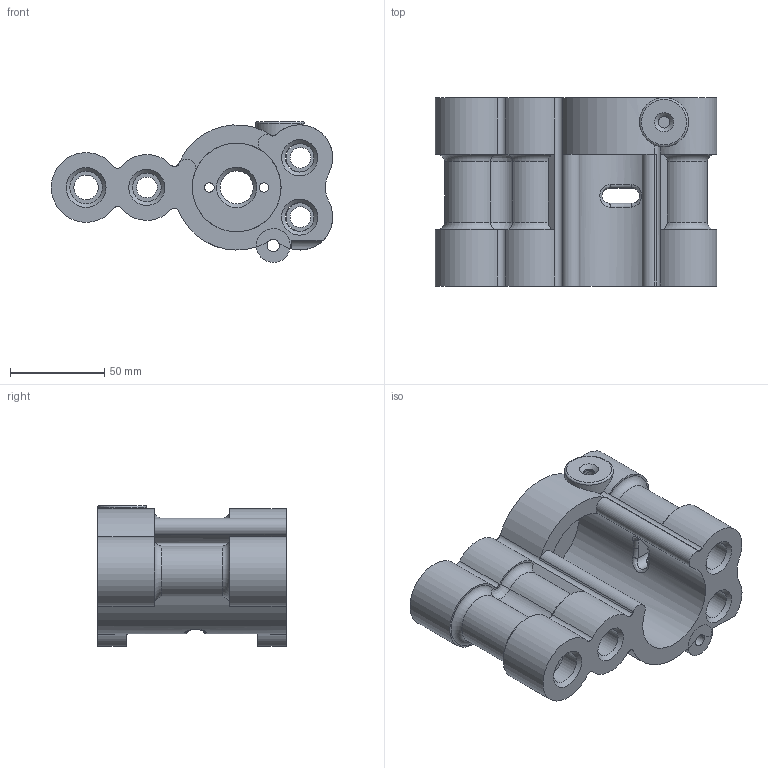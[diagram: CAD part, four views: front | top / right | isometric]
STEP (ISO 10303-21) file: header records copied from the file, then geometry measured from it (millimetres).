
FILE_DESCRIPTION(('FreeCAD Model'),'2;1');
FILE_NAME('Open CASCADE Shape Model','2024-07-24T15:43:09',(''),(''), 'Open CASCADE STEP processor 7.6','FreeCAD','Unknown');
FILE_SCHEMA(('AUTOMOTIVE_DESIGN { 1 0 10303 214 1 1 1 1 }'));
Length unit declared in the file: millimetre
Products named in the file (1): motorBaseGear
Bounding box: 149.41 x 100 x 74.85 mm (x, y, z)
Volume: 373006.3 mm3; surface area: 86950.1 mm2
Topology: 1 solids, 1 shells, 162 faces, 411 edges, 248 vertices
Faces by surface type: cylinder 70, plane 43, torus 23, bspline 12, cone 10, revolution 4
Full cylindrical faces by diameter (mm): 5 x2, 6.2 x3, 11 x3, 13 x1, 15.2 x4, 17.2 x2, 17.5 x1, 26 x1, 47.2 x1
Entity records: 11805 total; most frequent: CARTESIAN_POINT 7834, DIRECTION 886, ORIENTED_EDGE 822, EDGE_CURVE 411, AXIS2_PLACEMENT_3D 380, VERTEX_POINT 248, CIRCLE 233, FACE_BOUND 189
